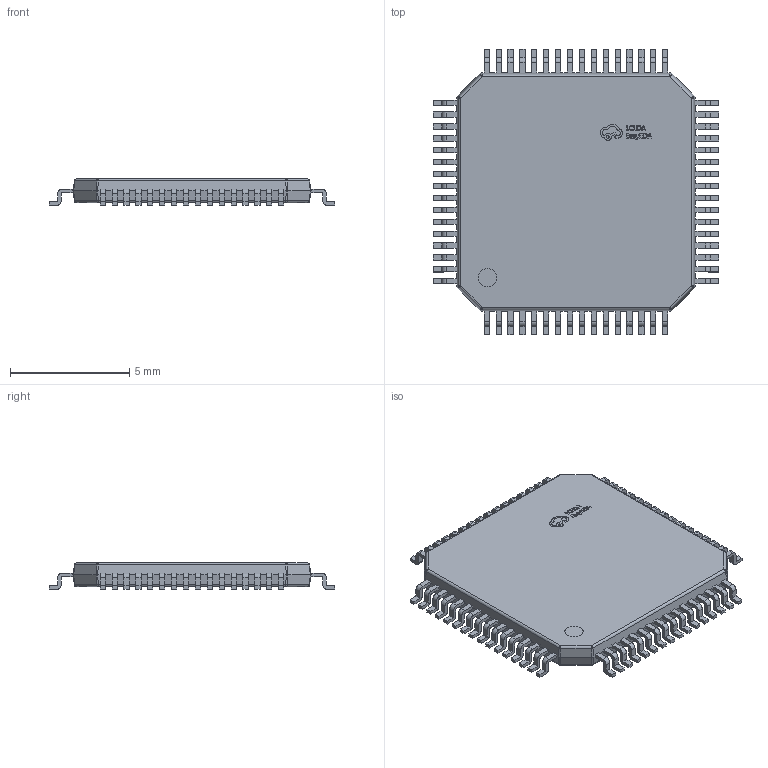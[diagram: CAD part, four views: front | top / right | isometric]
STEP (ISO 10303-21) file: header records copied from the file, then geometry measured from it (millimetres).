
FILE_DESCRIPTION (( 'STEP AP214' ), '1' );
FILE_NAME ('HQFP-64_L10.0-W10.0-P0.50-LS12.0-BL.step', '2022-07-09T04:38:42', ( '' ), ( '' ), 'SwSTEP 2.0', 'SolidWorks 2020', '' );
FILE_SCHEMA (( 'AUTOMOTIVE_DESIGN' ));
Length unit declared in the file: millimetre
Products named in the file (1): HQFP-64_L10.0-W10.0-P0.50-LS12.0-BL
Bounding box: 12 x 12 x 1.1 mm (x, y, z)
Volume: 99.8 mm3; surface area: 294.1 mm2
Topology: 1 solids, 1 shells, 1189 faces, 3413 edges, 2254 vertices
Faces by surface type: plane 771, cylinder 290, bspline 112, sphere 16
Entity records: 52964 total; most frequent: CARTESIAN_POINT 8985, ORIENTED_EDGE 6826, DIRECTION 5897, EDGE_CURVE 3413, VECTOR 2613, LINE 2613, VERTEX_POINT 2254, AXIS2_PLACEMENT_3D 1642
